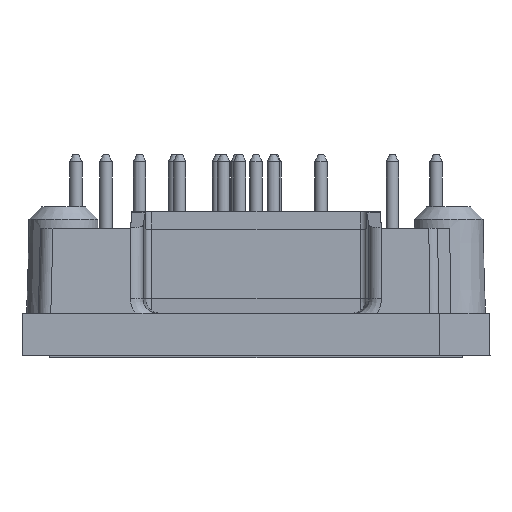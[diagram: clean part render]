
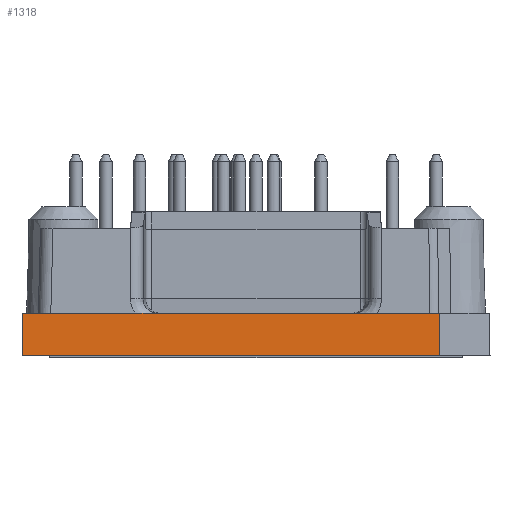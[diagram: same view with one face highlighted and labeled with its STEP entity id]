
A CAD part, left-side view. The second image highlights one B-rep face of the part: STEP entity #1318.
In plain terms, the highlighted planar face has unit normal (-1, 0, 0.018).
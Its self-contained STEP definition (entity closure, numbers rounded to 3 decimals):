
#1318 = ADVANCED_FACE( '', ( #3047 ), #3048, .T. );
#3047 = FACE_OUTER_BOUND( '', #5189, .T. );
#3048 = PLANE( '', #5190 );
#5189 = EDGE_LOOP( '', ( #8907, #8908, #8909, #8910 ) );
#5190 = AXIS2_PLACEMENT_3D( '', #8911, #8912, #8913 );
#8907 = ORIENTED_EDGE( '', *, *, #11699, .T. );
#8908 = ORIENTED_EDGE( '', *, *, #11700, .F. );
#8909 = ORIENTED_EDGE( '', *, *, #11058, .T. );
#8910 = ORIENTED_EDGE( '', *, *, #10858, .T. );
#8911 = CARTESIAN_POINT( '', ( -41., 0., 0. ) );
#8912 = DIRECTION( '', ( -1., 0., 0.017 ) );
#8913 = DIRECTION( '', ( 0.017, 0., 1. ) );
#10858 = EDGE_CURVE( '', #12595, #12596, #12597, .F. );
#11058 = EDGE_CURVE( '', #12924, #12595, #12925, .T. );
#11699 = EDGE_CURVE( '', #12596, #13866, #13867, .F. );
#11700 = EDGE_CURVE( '', #12924, #13866, #13868, .F. );
#12595 = VERTEX_POINT( '', #14976 );
#12596 = VERTEX_POINT( '', #14977 );
#12597 = LINE( '', #14978, #14979 );
#12924 = VERTEX_POINT( '', #15475 );
#12925 = LINE( '', #15476, #15477 );
#13866 = VERTEX_POINT( '', #17001 );
#13867 = LINE( '', #17002, #17003 );
#13868 = LINE( '', #17004, #17005 );
#14976 = CARTESIAN_POINT( '', ( -41., 18.7, 0. ) );
#14977 = CARTESIAN_POINT( '', ( -41., -14.7, 0. ) );
#14978 = CARTESIAN_POINT( '', ( -41., 0., 0. ) );
#14979 = VECTOR( '', #18074, 1000. );
#15475 = CARTESIAN_POINT( '', ( -40.941, 18.641, 3.4 ) );
#15476 = CARTESIAN_POINT( '', ( -40.994, 18.694, 0.326 ) );
#15477 = VECTOR( '', #18318, 1000. );
#17001 = CARTESIAN_POINT( '', ( -40.941, -14.675, 3.4 ) );
#17002 = CARTESIAN_POINT( '', ( -40.998, -14.699, 0.134 ) );
#17003 = VECTOR( '', #19038, 1000. );
#17004 = CARTESIAN_POINT( '', ( -40.941, 0., 3.4 ) );
#17005 = VECTOR( '', #19039, 1000. );
#18074 = DIRECTION( '', ( 0., 1., 0. ) );
#18318 = DIRECTION( '', ( -0.017, 0.017, -1. ) );
#19038 = DIRECTION( '', ( -0.017, -0.007, -1. ) );
#19039 = DIRECTION( '', ( 0., 1., 0. ) );
